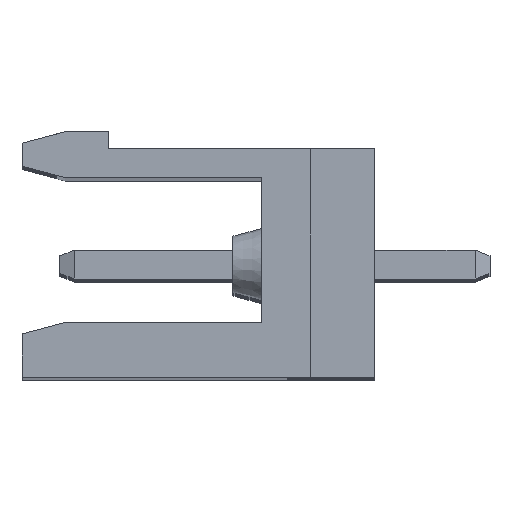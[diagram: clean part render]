
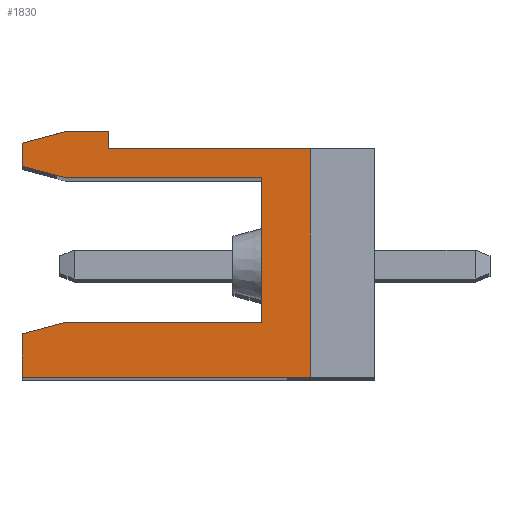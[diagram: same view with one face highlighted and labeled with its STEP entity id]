
A CAD part, top view. The second image highlights one B-rep face of the part: STEP entity #1830.
In plain terms, the highlighted planar face has unit normal (0, 0, 1).
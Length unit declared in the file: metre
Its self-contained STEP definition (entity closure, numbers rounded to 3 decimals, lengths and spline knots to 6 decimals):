
#1830=ADVANCED_FACE('',(#3826),#3827,.F.);
#3826=FACE_OUTER_BOUND('',#5930,.T.);
#3827=PLANE('',#5931);
#5930=EDGE_LOOP('',(#11424,#11425,#11426,#11427,#11428,#11429,#11430,#11431,#11432,#11433,#11434,#11435,#11436));
#5931=AXIS2_PLACEMENT_3D('',#11437,#11438,#11439);
#11424=ORIENTED_EDGE('',*,*,#13076,.F.);
#11425=ORIENTED_EDGE('',*,*,#12900,.F.);
#11426=ORIENTED_EDGE('',*,*,#14414,.F.);
#11427=ORIENTED_EDGE('',*,*,#14422,.F.);
#11428=ORIENTED_EDGE('',*,*,#12848,.T.);
#11429=ORIENTED_EDGE('',*,*,#13065,.T.);
#11430=ORIENTED_EDGE('',*,*,#14394,.T.);
#11431=ORIENTED_EDGE('',*,*,#12427,.T.);
#11432=ORIENTED_EDGE('',*,*,#13080,.T.);
#11433=ORIENTED_EDGE('',*,*,#13084,.T.);
#11434=ORIENTED_EDGE('',*,*,#13134,.T.);
#11435=ORIENTED_EDGE('',*,*,#14382,.T.);
#11436=ORIENTED_EDGE('',*,*,#12495,.F.);
#11437=CARTESIAN_POINT('',(-0.0037,0.0069,0.72824));
#11438=DIRECTION('',(0.0,0.0,-1.0));
#11439=DIRECTION('',(0.0,-1.0,0.0));
#12427=EDGE_CURVE('',#14853,#14851,#14854,.T.);
#12495=EDGE_CURVE('',#14985,#14987,#14988,.T.);
#12848=EDGE_CURVE('',#15558,#15555,#15559,.T.);
#12900=EDGE_CURVE('',#15644,#15645,#15646,.T.);
#13065=EDGE_CURVE('',#15555,#15940,#15942,.T.);
#13076=EDGE_CURVE('',#15645,#14985,#15961,.T.);
#13080=EDGE_CURVE('',#14851,#15964,#15967,.T.);
#13084=EDGE_CURVE('',#15964,#15970,#15973,.T.);
#13134=EDGE_CURVE('',#15970,#16064,#16066,.T.);
#14382=EDGE_CURVE('',#16064,#14987,#17727,.T.);
#14394=EDGE_CURVE('',#15940,#14853,#17739,.T.);
#14414=EDGE_CURVE('',#17759,#15644,#17761,.T.);
#14422=EDGE_CURVE('',#15558,#17759,#17770,.T.);
#14851=VERTEX_POINT('',#18357);
#14853=VERTEX_POINT('',#18360);
#14854=LINE('',#18361,#18362);
#14985=VERTEX_POINT('',#18558);
#14987=VERTEX_POINT('',#18561);
#14988=LINE('',#18562,#18563);
#15555=VERTEX_POINT('',#19431);
#15558=VERTEX_POINT('',#19435);
#15559=LINE('',#19436,#19437);
#15644=VERTEX_POINT('',#19550);
#15645=VERTEX_POINT('',#19551);
#15646=LINE('',#19552,#19553);
#15940=VERTEX_POINT('',#19979);
#15942=LINE('',#19982,#19983);
#15961=LINE('',#20011,#20012);
#15964=VERTEX_POINT('',#20016);
#15967=LINE('',#20020,#20021);
#15970=VERTEX_POINT('',#20025);
#15973=LINE('',#20029,#20030);
#16064=VERTEX_POINT('',#20167);
#16066=LINE('',#20170,#20171);
#17727=LINE('',#22642,#22643);
#17739=LINE('',#22661,#22662);
#17759=VERTEX_POINT('',#22691);
#17761=LINE('',#22694,#22695);
#17770=LINE('',#22711,#22712);
#18357=CARTESIAN_POINT('',(-0.009,0.0079,0.72824));
#18360=CARTESIAN_POINT('',(-0.002,0.0079,0.72824));
#18361=CARTESIAN_POINT('',(-0.0022,0.0079,0.72824));
#18362=VECTOR('',#23369,1.0);
#18558=CARTESIAN_POINT('',(-0.010507,0.0069,0.72824));
#18561=CARTESIAN_POINT('',(-0.012,0.0073,0.72824));
#18562=CARTESIAN_POINT('',(-0.012,0.0073,0.72824));
#18563=VECTOR('',#23436,1.0);
#19431=CARTESIAN_POINT('',(-0.012,0.,0.72824));
#19435=CARTESIAN_POINT('',(-0.012,0.001498,0.72824));
#19436=CARTESIAN_POINT('',(-0.012,0.0082,0.72824));
#19437=VECTOR('',#23746,1.0);
#19550=CARTESIAN_POINT('',(-0.0037,0.0019,0.72824));
#19551=CARTESIAN_POINT('',(-0.0037,0.0069,0.72824));
#19552=CARTESIAN_POINT('',(-0.0037,0.0069,0.72824));
#19553=VECTOR('',#23820,1.0);
#19979=CARTESIAN_POINT('',(-0.002,0.,0.72824));
#19982=CARTESIAN_POINT('',(-0.012,0.,0.72824));
#19983=VECTOR('',#24011,1.0);
#20011=CARTESIAN_POINT('',(-0.010507,0.0069,0.72824));
#20012=VECTOR('',#24021,1.0);
#20016=CARTESIAN_POINT('',(-0.009,0.0085,0.72824));
#20020=CARTESIAN_POINT('',(-0.009,0.0081,0.72824));
#20021=VECTOR('',#24024,1.0);
#20025=CARTESIAN_POINT('',(-0.010507,0.0085,0.72824));
#20029=CARTESIAN_POINT('',(-0.009,0.0085,0.72824));
#20030=VECTOR('',#24027,1.0);
#20167=CARTESIAN_POINT('',(-0.012,0.0081,0.72824));
#20170=CARTESIAN_POINT('',(-0.010507,0.0085,0.72824));
#20171=VECTOR('',#24075,1.0);
#22642=CARTESIAN_POINT('',(-0.012,0.0082,0.72824));
#22643=VECTOR('',#24895,1.0);
#22661=CARTESIAN_POINT('',(-0.002,0.0079,0.72824));
#22662=VECTOR('',#24902,1.0);
#22691=CARTESIAN_POINT('',(-0.0105,0.0019,0.72824));
#22694=CARTESIAN_POINT('',(-0.0037,0.0019,0.72824));
#22695=VECTOR('',#24913,1.0);
#22711=CARTESIAN_POINT('',(-0.0105,0.0019,0.72824));
#22712=VECTOR('',#24918,1.0);
#23369=DIRECTION('',(-1.0,0.0,0.0));
#23436=DIRECTION('',(-0.966,0.259,0.0));
#23746=DIRECTION('',(0.0,-1.0,0.0));
#23820=DIRECTION('',(0.,1.0,0.0));
#24011=DIRECTION('',(1.0,0.0,0.0));
#24021=DIRECTION('',(-1.0,0.0,0.0));
#24024=DIRECTION('',(0.,1.0,0.0));
#24027=DIRECTION('',(-1.0,0.0,0.0));
#24075=DIRECTION('',(-0.966,-0.259,0.0));
#24895=DIRECTION('',(0.0,-1.0,0.0));
#24902=DIRECTION('',(0.0,1.0,0.0));
#24913=DIRECTION('',(1.0,0.0,0.0));
#24918=DIRECTION('',(0.966,0.259,0.0));
